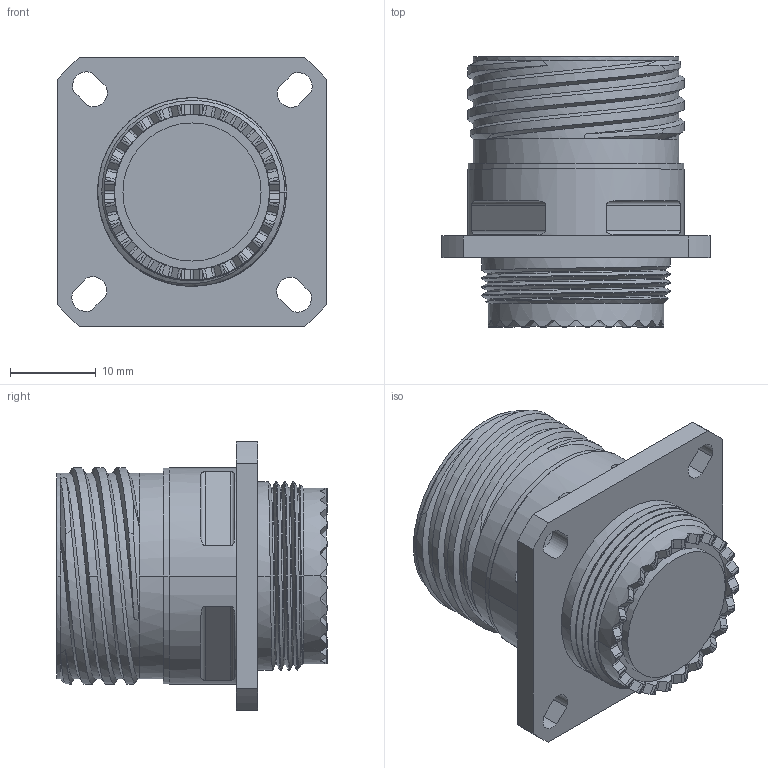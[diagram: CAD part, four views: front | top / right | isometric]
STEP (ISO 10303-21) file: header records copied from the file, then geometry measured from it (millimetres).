
FILE_DESCRIPTION((''),'2;1');
FILE_NAME('8D-07-15-20','2009-07-02T',('NizamudheenKC'),('FCI INTERCONNECT'),'PRO/ENGINEER BY PARAMETRIC TECHNOLOGY CORPORATION, 2005310','PRO/ENGINEER BY PARAMETRIC TECHNOLOGY CORPORATION, 2005310','');
FILE_SCHEMA(('CONFIG_CONTROL_DESIGN'));
Length unit declared in the file: millimetre
Products named in the file (1): 8D-07-15-20
Bounding box: 31.3 x 31.5 x 31.3 mm (x, y, z)
Volume: 14269.8 mm3; surface area: 5060.6 mm2
Topology: 1 solids, 1 shells, 259 faces, 725 edges, 478 vertices
Faces by surface type: cylinder 121, plane 108, bspline 21, cone 8, extrusion 1
Entity records: 11877 total; most frequent: CARTESIAN_POINT 5822, ORIENTED_EDGE 1450, DIRECTION 953, EDGE_CURVE 725, VERTEX_POINT 478, B_SPLINE_CURVE_WITH_KNOTS 359, AXIS2_PLACEMENT_3D 348, EDGE_LOOP 277
